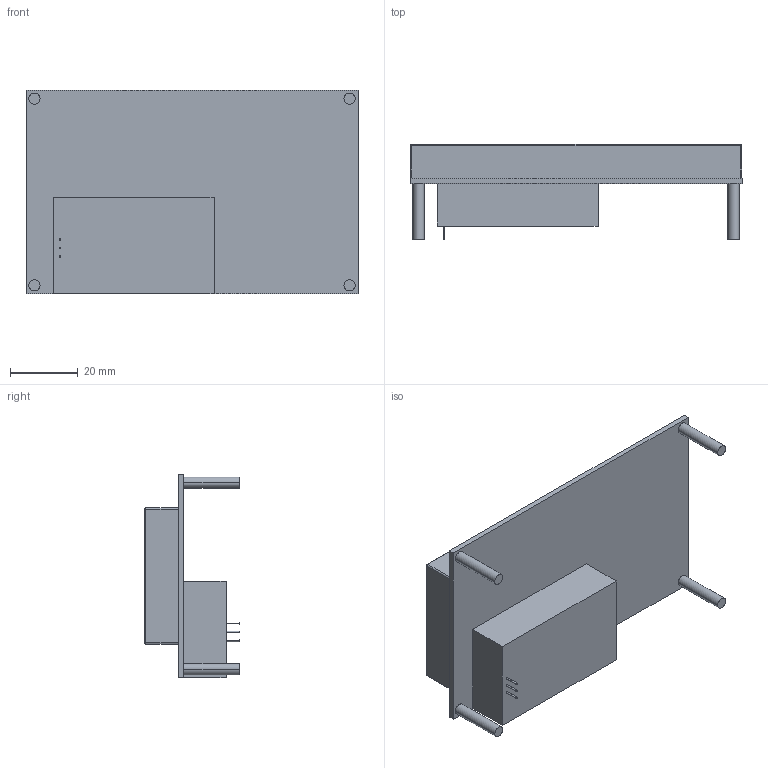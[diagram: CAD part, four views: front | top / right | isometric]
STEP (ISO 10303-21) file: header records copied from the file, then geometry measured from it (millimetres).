
FILE_DESCRIPTION((''),'2;1');
FILE_NAME('LCD_4X20_PARALLAX','2011-02-14T',(''),(''),'dasrotemopped, 0123456','dasrotemopped, 0123456','');
FILE_SCHEMA(('AUTOMOTIVE_DESIGN_CC2 { 1 2 10303 214 -1 1 5 2 }'));
Length unit declared in the file: millimetre
Products named in the file (1): LCD_4X20_PARALLAX
Bounding box: 98 x 28.1 x 60.2 mm (x, y, z)
Volume: 66330.7 mm3; surface area: 17616.3 mm2
Topology: 1 solids, 1 shells, 49 faces, 102 edges, 64 vertices
Faces by surface type: plane 23, cylinder 22, sphere 4
Entity records: 1673 total; most frequent: DIRECTION 244, CARTESIAN_POINT 215, ORIENTED_EDGE 204, EDGE_CURVE 102, AXIS2_PLACEMENT_3D 93, VERTEX_POINT 64, VECTOR 58, LINE 58
